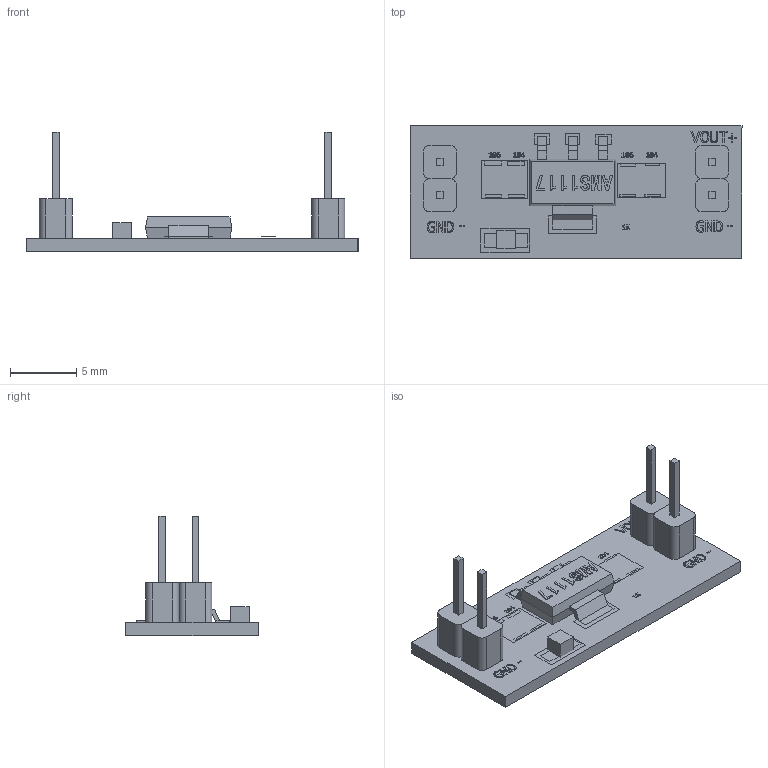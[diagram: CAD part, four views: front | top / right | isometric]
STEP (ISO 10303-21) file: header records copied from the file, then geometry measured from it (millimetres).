
FILE_DESCRIPTION(/* description */ (''),/* implementation_level */ '2;1');
FILE_NAME(/* name */ 'DC-DC Stepper Aliexpress v4.step',/* time_stamp */ '2019-10-20T13:49:27+03:00',/* author */ (''),/* organization */ (''),/* preprocessor_version */ 'ST-DEVELOPER v18',/* originating_system */ 'Autodesk Translation Framework v8.6.0.1094',/* authorisation */ '');
FILE_SCHEMA (('AUTOMOTIVE_DESIGN { 1 0 10303 214 3 1 1 }'));
Length unit declared in the file: millimetre
Products named in the file (32): DC-DC Stepper Aliexpress; -001; GND001; +(2); VIN; -; GND; User_Library-AMS1117; Rectangle002; Line; Line001; ShapeString008; Rectangle006; Rectangle007; Rectangle008; Rectangle009; ShapeString009; Rectangle010; Rectangle011; Rectangle012; Rectangle013; Rectangle014; Rectangle015; Rectangle016; Rectangle017; LED; Rectangle018; Rectangle019; Rectangle020; 1K; DC-DC Step; Rectangle003
Assembly tree (32 placements, depth 2):
  DC-DC Stepper Aliexpress
    -001
    GND001
    +(2)
    VIN
    -
    GND
    User_Library-AMS1117
    Rectangle002
    Rectangle003  x2
    Line
    Line001
    ShapeString008
    Rectangle006
    Rectangle007
    Rectangle008
    Rectangle009
    ShapeString009
    Rectangle010
    Rectangle011
    Rectangle012
    Rectangle013
    Rectangle014
    Rectangle015
    Rectangle016
    Rectangle017
    LED
    Rectangle018
    Rectangle019
    Rectangle020
    1K
    DC-DC Step
Bounding box: 25 x 10 x 9 mm (x, y, z)
Volume: 368 mm3; surface area: 939.4 mm2
Topology: 16 solids, 61 shells, 251 faces, 1119 edges, 949 vertices
Faces by surface type: plane 220, cylinder 16, bspline 15
Entity records: 10293 total; most frequent: CARTESIAN_POINT 3044, ORIENTED_EDGE 1621, EDGE_CURVE 1115, VERTEX_POINT 937, LINE 705, B_SPLINE_CURVE_WITH_KNOTS 358, EDGE_LOOP 271, AXIS2_PLACEMENT_3D 267
